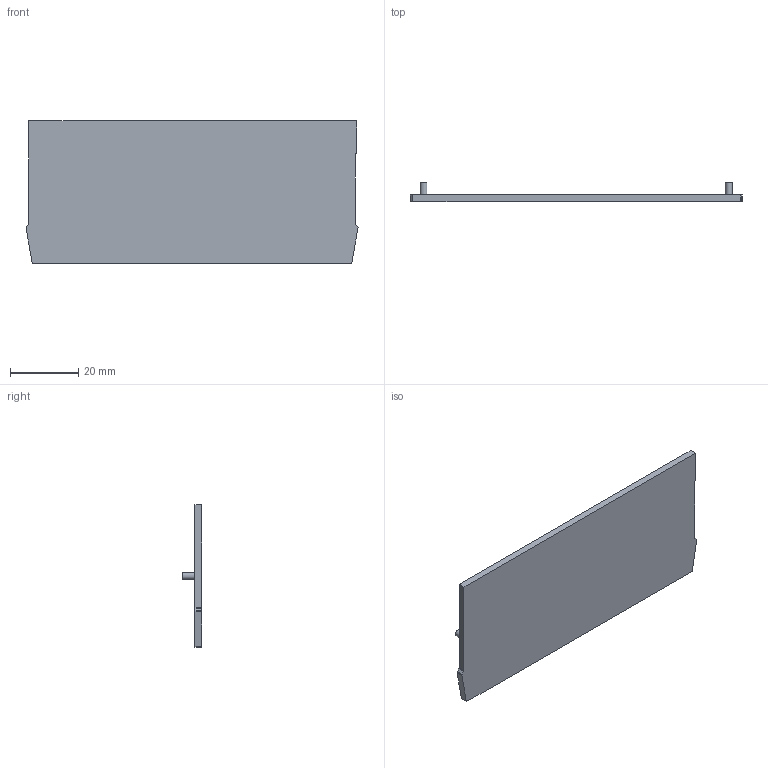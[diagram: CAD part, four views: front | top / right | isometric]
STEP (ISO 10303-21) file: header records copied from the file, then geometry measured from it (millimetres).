
FILE_DESCRIPTION(/* description */ (''),/* implementation_level */ '2;1');
FILE_NAME(/* name */ 'EPXC10_3.stp',/* time_stamp */ '2016-06-24T11:56:23-04:00',/* author */ ('CAD Station'),/* organization */ (''),/* preprocessor_version */ 'ST-DEVELOPER v16.1',/* originating_system */ 'Autodesk Inventor 2016',/* authorisation */ '');
FILE_SCHEMA (('AUTOMOTIVE_DESIGN { 1 0 10303 214 3 1 1 }'));
Length unit declared in the file: millimetre
Products named in the file (1): EPXC10_3
Bounding box: 97 x 5.7 x 41.6 mm (x, y, z)
Volume: 7018.8 mm3; surface area: 8776.1 mm2
Topology: 1 solids, 1 shells, 121 faces, 315 edges, 210 vertices
Faces by surface type: plane 81, cylinder 40
Full cylindrical faces by diameter (mm): 2 x2
Entity records: 3723 total; most frequent: CARTESIAN_POINT 645, DIRECTION 637, ORIENTED_EDGE 626, EDGE_CURVE 313, LINE 233, VECTOR 233, VERTEX_POINT 210, AXIS2_PLACEMENT_3D 202
